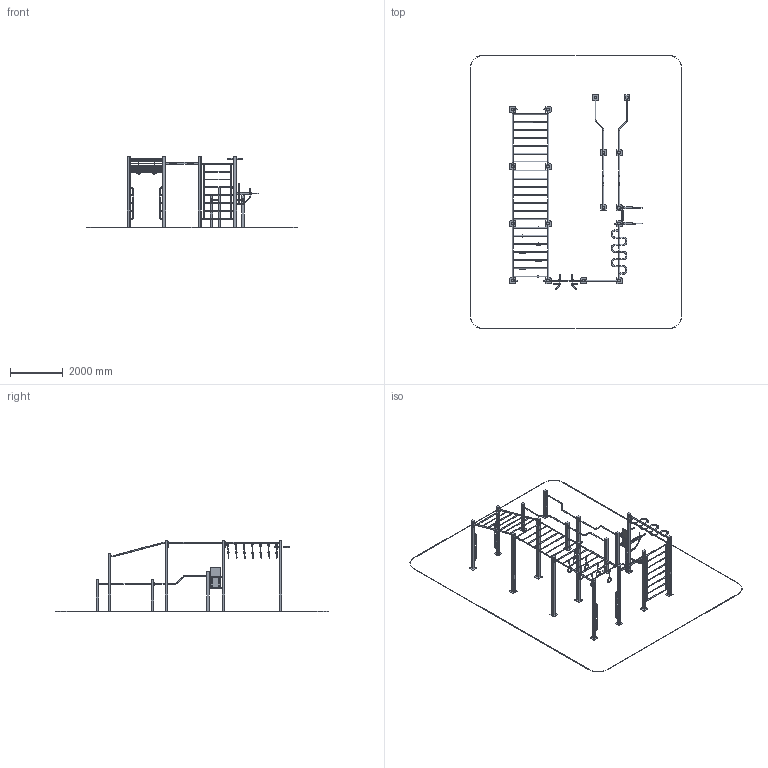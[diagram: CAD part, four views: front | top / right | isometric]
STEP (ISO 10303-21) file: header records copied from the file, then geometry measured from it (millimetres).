
FILE_DESCRIPTION(('STEP AP214'), '1');
FILE_NAME('Êîìïëåêñ â ñáîðå', '', ('UNSPECIFIED'), ('UNSPECIFIED'), 'C3D Converter', 'C3D Toolkit', '');
FILE_SCHEMA(('AUTOMOTIVE_DESIGN { 1 0 10303 214 3 1 1}'));
Length unit declared in the file: millimetre
Products named in the file (87): -01; DIN 3093А Т-16; ИК-16.2.02.00.04.03; НФ-00000751
Assembly tree (213 placements, depth 4):
  (unnamed)
    (unnamed)
      (unnamed)  x2
      (unnamed)  x7
      (unnamed)  x4
      (unnamed)  x7
    (unnamed)  x4
      (unnamed)
      (unnamed)
      (unnamed)
    (unnamed)  x2
      (unnamed)
      (unnamed)
      (unnamed)
    (unnamed)
      (unnamed)
      (unnamed)
      (unnamed)
    (unnamed)
      (unnamed)  x2
      (unnamed)  x7
      (unnamed)  x4
    (unnamed)
      (unnamed)
      (unnamed)  x2
      (unnamed)  x7
      -01  x2
      -01
    (unnamed)
      (unnamed)  x3
      -01  x3
      (unnamed)
        (unnamed)  x2
        (unnamed)
      (unnamed)  x2
        (unnamed)
        (unnamed)
        (unnamed)
        (unnamed)
      (unnamed)
        (unnamed)
        (unnamed)
        (unnamed)  x2
        (unnamed)
      (unnamed)
        (unnamed)
        (unnamed)
        (unnamed)  x2
        (unnamed)
    (unnamed)
      (unnamed)
      (unnamed)
      (unnamed)
    (unnamed)
      (unnamed)
      (unnamed)
      (unnamed)
    (unnamed)
      (unnamed)
      (unnamed)
Bounding box: 8034 x 10415 x 2712 mm (x, y, z)
Volume: 102581657 mm3; surface area: 51721029.9 mm2
Topology: 265 solids, 265 shells, 2672 faces, 6043 edges, 3817 vertices
Faces by surface type: plane 1271, cylinder 1137, torus 224, bspline 28, sphere 6, cone 6
Full cylindrical faces by diameter (mm): 4 x6, 6.5 x1, 8.376 x4, 12.5 x7, 16 x51, 16.5 x2, 20.5 x8, 21 x8, 24 x6, 26 x7, 27 x12, 27.5 x2, 27.6 x12, 27.9 x67, 33.5 x67, 34 x18, 35.9 x29, 38 x6, 42.3 x29
Entity records: 35865 total; most frequent: CARTESIAN_POINT 7172, DIRECTION 3933, ORIENTED_EDGE 3086, EDGE_CURVE 1543, AXIS2_PLACEMENT_3D 1532, VERTEX_POINT 1051, EDGE_LOOP 936, LINE 869
